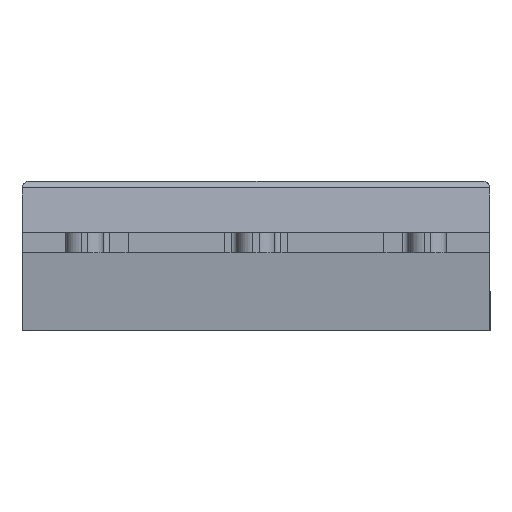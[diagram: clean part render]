
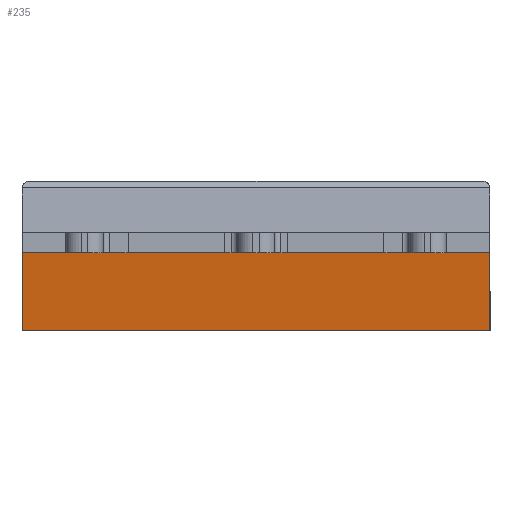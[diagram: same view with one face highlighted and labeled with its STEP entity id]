
A CAD part, front view. The second image highlights one B-rep face of the part: STEP entity #235.
In plain terms, the highlighted planar face has unit normal (0, -0.993, -0.122).
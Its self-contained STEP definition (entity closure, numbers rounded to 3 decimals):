
#166 = VERTEX_POINT ( 'NONE', #1861 ) ;
#180 = EDGE_CURVE ( 'NONE', #421, #166, #1844, .T. ) ;
#212 = EDGE_CURVE ( 'NONE', #166, #213, #1907, .T. ) ;
#213 = VERTEX_POINT ( 'NONE', #2044 ) ;
#235 = ADVANCED_FACE ( 'NONE', ( #2225 ), #2077, .T. ) ;
#236 = EDGE_LOOP ( 'NONE', ( #237, #238, #249, #250 ) ) ;
#237 = ORIENTED_EDGE ( 'NONE', *, *, #212, .F. ) ;
#238 = ORIENTED_EDGE ( 'NONE', *, *, #180, .F. ) ;
#249 = ORIENTED_EDGE ( 'NONE', *, *, #420, .F. ) ;
#250 = ORIENTED_EDGE ( 'NONE', *, *, #427, .F. ) ;
#418 = VERTEX_POINT ( 'NONE', #2453 ) ;
#420 = EDGE_CURVE ( 'NONE', #418, #421, #2452, .T. ) ;
#421 = VERTEX_POINT ( 'NONE', #2448 ) ;
#427 = EDGE_CURVE ( 'NONE', #213, #418, #2495, .T. ) ;
#1842 = VECTOR ( 'NONE', #1905, 1000. ) ;
#1843 = CARTESIAN_POINT ( 'NONE',  ( 7.5, -6.1, 2.5 ) ) ;
#1844 = LINE ( 'NONE', #1843, #1842 ) ;
#1861 = CARTESIAN_POINT ( 'NONE',  ( 7.5, -6.1, 2.5 ) ) ;
#1905 = DIRECTION ( 'NONE',  ( 1., 0., 0. ) ) ;
#1906 = CARTESIAN_POINT ( 'NONE',  ( 7.5, -6.378, 4.766 ) ) ;
#1907 = LINE ( 'NONE', #1906, #2046 ) ;
#2044 = CARTESIAN_POINT ( 'NONE',  ( 7.5, -5.793, 0. ) ) ;
#2045 = DIRECTION ( 'NONE',  ( 0., 0.122, -0.993 ) ) ;
#2046 = VECTOR ( 'NONE', #2045, 1000. ) ;
#2077 = PLANE ( 'NONE',  #2220 ) ;
#2217 = DIRECTION ( 'NONE',  ( 0., 0.122, -0.993 ) ) ;
#2218 = DIRECTION ( 'NONE',  ( 0., -0.993, -0.122 ) ) ;
#2219 = CARTESIAN_POINT ( 'NONE',  ( 7.5, -5.793, 0. ) ) ;
#2220 = AXIS2_PLACEMENT_3D ( 'NONE', #2219, #2218, #2217 ) ;
#2225 = FACE_OUTER_BOUND ( 'NONE', #236, .T. ) ;
#2448 = CARTESIAN_POINT ( 'NONE',  ( -7.5, -6.1, 2.5 ) ) ;
#2449 = DIRECTION ( 'NONE',  ( 0., -0.122, 0.993 ) ) ;
#2450 = VECTOR ( 'NONE', #2449, 1000. ) ;
#2451 = CARTESIAN_POINT ( 'NONE',  ( -7.5, -6.197, 3.29 ) ) ;
#2452 = LINE ( 'NONE', #2451, #2450 ) ;
#2453 = CARTESIAN_POINT ( 'NONE',  ( -7.5, -5.793, 0. ) ) ;
#2492 = DIRECTION ( 'NONE',  ( -1., 0., 0. ) ) ;
#2493 = VECTOR ( 'NONE', #2492, 1000. ) ;
#2494 = CARTESIAN_POINT ( 'NONE',  ( -7.5, -5.793, 0. ) ) ;
#2495 = LINE ( 'NONE', #2494, #2493 ) ;
